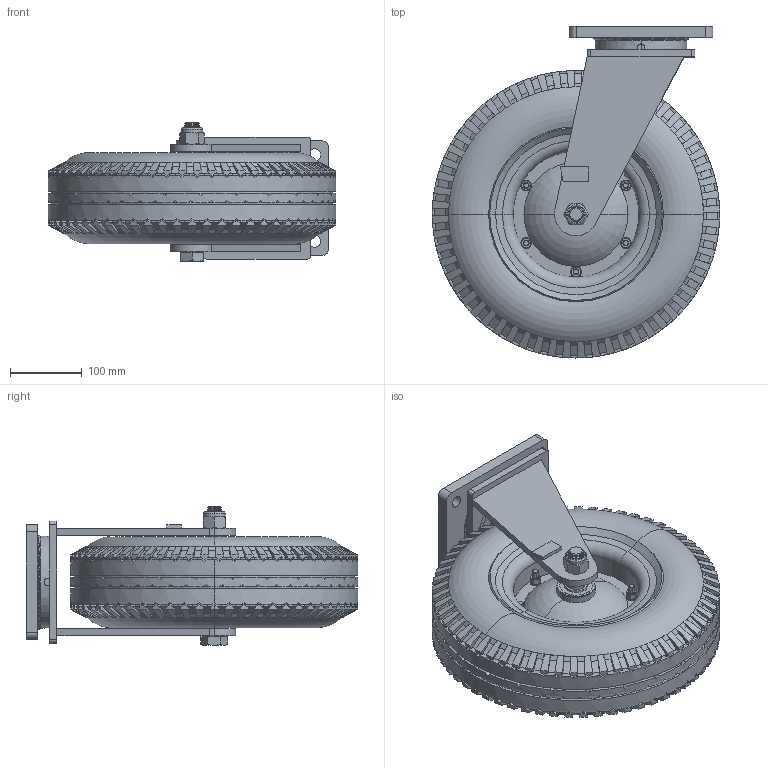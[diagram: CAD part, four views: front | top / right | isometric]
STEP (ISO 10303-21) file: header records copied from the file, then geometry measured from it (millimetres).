
FILE_DESCRIPTION (( 'STEP AP203' ), '1' );
FILE_NAME ('S16904.STEP', '2020-02-24T19:30:08', ( '' ), ( '' ), 'SwSTEP 2.0', 'SolidWorks 2013', '' );
FILE_SCHEMA (( 'CONFIG_CONTROL_DESIGN' ));
Products named in the file (1): S16904
Bounding box: 400 x 462 x 193 mm (x, y, z)
Volume: 13168433.6 mm3; surface area: 881614.1 mm2
Topology: 32 solids, 32 shells, 2975 faces, 8194 edges, 5275 vertices
Faces by surface type: plane 2042, cylinder 415, cone 312, torus 146, sphere 52, bspline 8
Entity records: 98795 total; most frequent: CARTESIAN_POINT 25071, ORIENTED_EDGE 16388, DIRECTION 14562, EDGE_CURVE 8194, VERTEX_POINT 5275, AXIS2_PLACEMENT_3D 5034, LINE 4494, VECTOR 4494
